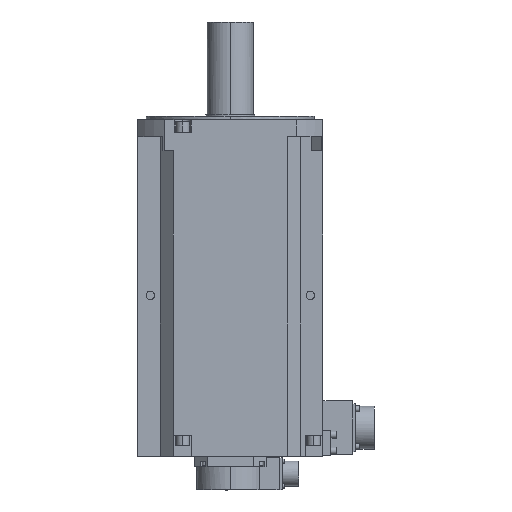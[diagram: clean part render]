
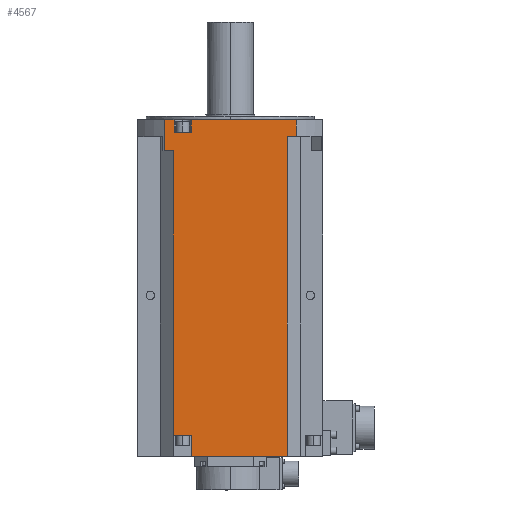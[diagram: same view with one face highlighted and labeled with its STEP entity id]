
A CAD part, left-side view. The second image highlights one B-rep face of the part: STEP entity #4567.
In plain terms, the highlighted planar face has unit normal (-1, 0, 0).
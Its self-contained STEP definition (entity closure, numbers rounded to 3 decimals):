
#436 = VERTEX_POINT ( 'NONE', #1967 ) ;
#449 = EDGE_CURVE ( 'NONE', #436, #4030, #2106, .T. ) ;
#1376 = VERTEX_POINT ( 'NONE', #3237 ) ;
#1764 = VERTEX_POINT ( 'NONE', #3093 ) ;
#1767 = EDGE_CURVE ( 'NONE', #1764, #1376, #3110, .T. ) ;
#1967 = CARTESIAN_POINT ( 'NONE',  ( -110., 67.49, -374.5 ) ) ;
#2093 = DIRECTION ( 'NONE',  ( 0., -1., 0. ) ) ;
#2094 = CARTESIAN_POINT ( 'NONE',  ( -110., 78.262, -374.5 ) ) ;
#2099 = VECTOR ( 'NONE', #2093, 1000. ) ;
#2106 = LINE ( 'NONE', #2094, #2099 ) ;
#3086 = VECTOR ( 'NONE', #3089, 1000. ) ;
#3087 = CARTESIAN_POINT ( 'NONE',  ( -110., 78.262, -20. ) ) ;
#3089 = DIRECTION ( 'NONE',  ( 0., -1., 0. ) ) ;
#3093 = CARTESIAN_POINT ( 'NONE',  ( -110., -67.49, -20. ) ) ;
#3110 = LINE ( 'NONE', #3087, #3086 ) ;
#3237 = CARTESIAN_POINT ( 'NONE',  ( -110., -78.262, -20. ) ) ;
#3928 = EDGE_CURVE ( 'NONE', #3929, #3930, #5810, .T. ) ;
#3929 = VERTEX_POINT ( 'NONE', #5878 ) ;
#3930 = VERTEX_POINT ( 'NONE', #5877 ) ;
#3934 = VERTEX_POINT ( 'NONE', #5869 ) ;
#3964 = EDGE_CURVE ( 'NONE', #3934, #3974, #5909, .T. ) ;
#3974 = VERTEX_POINT ( 'NONE', #5905 ) ;
#4030 = VERTEX_POINT ( 'NONE', #6016 ) ;
#4359 = ORIENTED_EDGE ( 'NONE', *, *, #3928, .T. ) ;
#4360 = ORIENTED_EDGE ( 'NONE', *, *, #4592, .T. ) ;
#4408 = ORIENTED_EDGE ( 'NONE', *, *, #5369, .T. ) ;
#4409 = ORIENTED_EDGE ( 'NONE', *, *, #4410, .F. ) ;
#4410 = EDGE_CURVE ( 'NONE', #5307, #5351, #6802, .T. ) ;
#4411 = ORIENTED_EDGE ( 'NONE', *, *, #5368, .T. ) ;
#4412 = ORIENTED_EDGE ( 'NONE', *, *, #3964, .T. ) ;
#4413 = ORIENTED_EDGE ( 'NONE', *, *, #5331, .T. ) ;
#4414 = ORIENTED_EDGE ( 'NONE', *, *, #4415, .F. ) ;
#4415 = EDGE_CURVE ( 'NONE', #5290, #5332, #6862, .T. ) ;
#4416 = ORIENTED_EDGE ( 'NONE', *, *, #5289, .T. ) ;
#4418 = ORIENTED_EDGE ( 'NONE', *, *, #4419, .T. ) ;
#4419 = EDGE_CURVE ( 'NONE', #4564, #4571, #6858, .T. ) ;
#4425 = ORIENTED_EDGE ( 'NONE', *, *, #4566, .T. ) ;
#4442 = ORIENTED_EDGE ( 'NONE', *, *, #449, .T. ) ;
#4564 = VERTEX_POINT ( 'NONE', #7527 ) ;
#4566 = EDGE_CURVE ( 'NONE', #4030, #4564, #7526, .T. ) ;
#4567 = ADVANCED_FACE ( 'NONE', ( #7522 ), #7521, .T. ) ;
#4568 = EDGE_LOOP ( 'NONE', ( #4569, #4572, #4408, #4409, #4411, #4412, #4413, #4414, #4416, #4359, #4360, #4442, #4425, #4418 ) ) ;
#4569 = ORIENTED_EDGE ( 'NONE', *, *, #4570, .T. ) ;
#4570 = EDGE_CURVE ( 'NONE', #4571, #1764, #7516, .T. ) ;
#4571 = VERTEX_POINT ( 'NONE', #7511 ) ;
#4572 = ORIENTED_EDGE ( 'NONE', *, *, #1767, .T. ) ;
#4592 = EDGE_CURVE ( 'NONE', #3930, #436, #7549, .T. ) ;
#5289 = EDGE_CURVE ( 'NONE', #5290, #3929, #7887, .T. ) ;
#5290 = VERTEX_POINT ( 'NONE', #7883 ) ;
#5307 = VERTEX_POINT ( 'NONE', #7911 ) ;
#5331 = EDGE_CURVE ( 'NONE', #3974, #5332, #7943, .T. ) ;
#5332 = VERTEX_POINT ( 'NONE', #7939 ) ;
#5351 = VERTEX_POINT ( 'NONE', #7983 ) ;
#5368 = EDGE_CURVE ( 'NONE', #5307, #3934, #8016, .T. ) ;
#5369 = EDGE_CURVE ( 'NONE', #1376, #5351, #8012, .T. ) ;
#5808 = VECTOR ( 'NONE', #5879, 1000. ) ;
#5809 = CARTESIAN_POINT ( 'NONE',  ( -110., 78.262, -37. ) ) ;
#5810 = LINE ( 'NONE', #5809, #5808 ) ;
#5869 = CARTESIAN_POINT ( 'NONE',  ( -110., 46.25, -15. ) ) ;
#5877 = CARTESIAN_POINT ( 'NONE',  ( -110., 67.49, -37. ) ) ;
#5878 = CARTESIAN_POINT ( 'NONE',  ( -110., 78.262, -37. ) ) ;
#5879 = DIRECTION ( 'NONE',  ( 0., -1., 0. ) ) ;
#5905 = CARTESIAN_POINT ( 'NONE',  ( -110., 66.75, -15. ) ) ;
#5906 = DIRECTION ( 'NONE',  ( 0., 1., 0. ) ) ;
#5907 = VECTOR ( 'NONE', #5906, 1000. ) ;
#5908 = CARTESIAN_POINT ( 'NONE',  ( -110., 78.262, -15. ) ) ;
#5909 = LINE ( 'NONE', #5908, #5907 ) ;
#6016 = CARTESIAN_POINT ( 'NONE',  ( -110., 46.485, -374.5 ) ) ;
#6802 = LINE ( 'NONE', #6808, #6864 ) ;
#6808 = CARTESIAN_POINT ( 'NONE',  ( -110., 0., 0. ) ) ;
#6855 = DIRECTION ( 'NONE',  ( 0., -1., 0. ) ) ;
#6856 = VECTOR ( 'NONE', #6855, 1000. ) ;
#6857 = CARTESIAN_POINT ( 'NONE',  ( -110., 0., -399.5 ) ) ;
#6858 = LINE ( 'NONE', #6857, #6856 ) ;
#6859 = DIRECTION ( 'NONE',  ( 0., -1., 0. ) ) ;
#6860 = VECTOR ( 'NONE', #6859, 1000. ) ;
#6861 = CARTESIAN_POINT ( 'NONE',  ( -110., 0., 0. ) ) ;
#6862 = LINE ( 'NONE', #6861, #6860 ) ;
#6863 = DIRECTION ( 'NONE',  ( 0., -1., 0. ) ) ;
#6864 = VECTOR ( 'NONE', #6863, 1000. ) ;
#7511 = CARTESIAN_POINT ( 'NONE',  ( -110., -67.49, -399.5 ) ) ;
#7513 = DIRECTION ( 'NONE',  ( 0., 0., 1. ) ) ;
#7514 = VECTOR ( 'NONE', #7513, 1000. ) ;
#7515 = CARTESIAN_POINT ( 'NONE',  ( -110., -67.49, -37. ) ) ;
#7516 = LINE ( 'NONE', #7515, #7514 ) ;
#7517 = DIRECTION ( 'NONE',  ( 0., 0., 1. ) ) ;
#7518 = DIRECTION ( 'NONE',  ( -1., 0., 0. ) ) ;
#7519 = CARTESIAN_POINT ( 'NONE',  ( -110., 78.262, 0. ) ) ;
#7520 = AXIS2_PLACEMENT_3D ( 'NONE', #7519, #7518, #7517 ) ;
#7521 = PLANE ( 'NONE',  #7520 ) ;
#7522 = FACE_OUTER_BOUND ( 'NONE', #4568, .T. ) ;
#7523 = DIRECTION ( 'NONE',  ( 0., 0., -1. ) ) ;
#7524 = VECTOR ( 'NONE', #7523, 1000. ) ;
#7525 = CARTESIAN_POINT ( 'NONE',  ( -110., 46.485, 0. ) ) ;
#7526 = LINE ( 'NONE', #7525, #7524 ) ;
#7527 = CARTESIAN_POINT ( 'NONE',  ( -110., 46.485, -399.5 ) ) ;
#7546 = DIRECTION ( 'NONE',  ( 0., 0., -1. ) ) ;
#7547 = VECTOR ( 'NONE', #7546, 1000. ) ;
#7548 = CARTESIAN_POINT ( 'NONE',  ( -110., 67.49, 0. ) ) ;
#7549 = LINE ( 'NONE', #7548, #7547 ) ;
#7883 = CARTESIAN_POINT ( 'NONE',  ( -110., 78.262, 0. ) ) ;
#7884 = DIRECTION ( 'NONE',  ( 0., 0., -1. ) ) ;
#7885 = VECTOR ( 'NONE', #7884, 1000. ) ;
#7886 = CARTESIAN_POINT ( 'NONE',  ( -110., 78.262, 0. ) ) ;
#7887 = LINE ( 'NONE', #7886, #7885 ) ;
#7911 = CARTESIAN_POINT ( 'NONE',  ( -110., 46.25, 0. ) ) ;
#7939 = CARTESIAN_POINT ( 'NONE',  ( -110., 66.75, 0. ) ) ;
#7940 = DIRECTION ( 'NONE',  ( 0., 0., 1. ) ) ;
#7941 = VECTOR ( 'NONE', #7940, 1000. ) ;
#7942 = CARTESIAN_POINT ( 'NONE',  ( -110., 66.75, 0. ) ) ;
#7943 = LINE ( 'NONE', #7942, #7941 ) ;
#7983 = CARTESIAN_POINT ( 'NONE',  ( -110., -78.262, 0. ) ) ;
#8009 = DIRECTION ( 'NONE',  ( 0., 0., 1. ) ) ;
#8010 = VECTOR ( 'NONE', #8009, 1000. ) ;
#8011 = CARTESIAN_POINT ( 'NONE',  ( -110., -78.262, 0. ) ) ;
#8012 = LINE ( 'NONE', #8011, #8010 ) ;
#8013 = DIRECTION ( 'NONE',  ( 0., 0., -1. ) ) ;
#8014 = VECTOR ( 'NONE', #8013, 1000. ) ;
#8015 = CARTESIAN_POINT ( 'NONE',  ( -110., 46.25, 0. ) ) ;
#8016 = LINE ( 'NONE', #8015, #8014 ) ;
